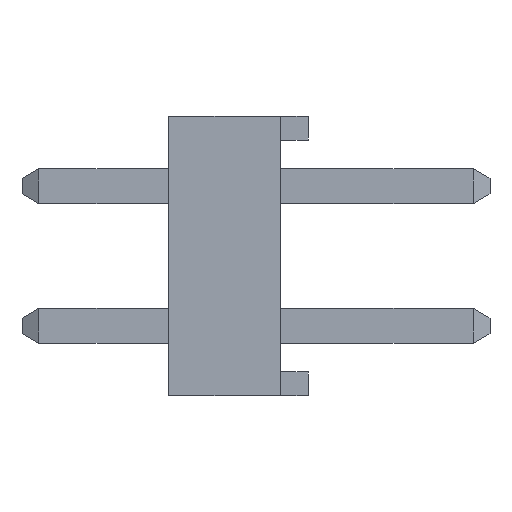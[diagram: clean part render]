
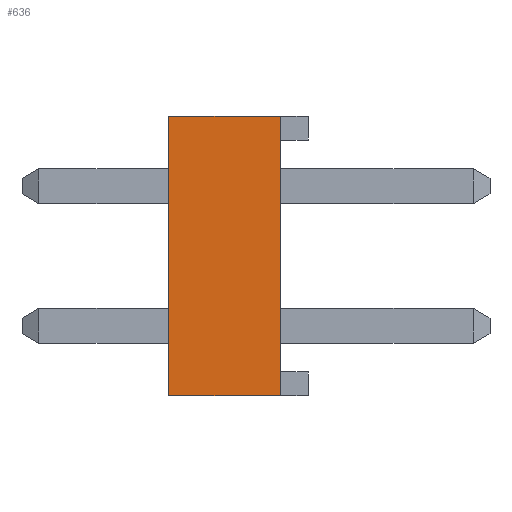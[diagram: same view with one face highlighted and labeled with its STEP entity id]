
A CAD part, left-side view. The second image highlights one B-rep face of the part: STEP entity #636.
In plain terms, the highlighted planar face has unit normal (-1, 0, 0).
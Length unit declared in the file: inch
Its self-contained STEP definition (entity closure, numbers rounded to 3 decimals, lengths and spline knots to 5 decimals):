
#636 = ADVANCED_FACE( '', ( #1695 ), #1696, .F. );
#1695 = FACE_OUTER_BOUND( '', #3233, .T. );
#1696 = PLANE( '', #3234 );
#3233 = EDGE_LOOP( '', ( #4964, #4965, #4966, #4967 ) );
#3234 = AXIS2_PLACEMENT_3D( '', #4968, #4969, #4970 );
#4964 = ORIENTED_EDGE( '', *, *, #9262, .F. );
#4965 = ORIENTED_EDGE( '', *, *, #9263, .F. );
#4966 = ORIENTED_EDGE( '', *, *, #9264, .F. );
#4967 = ORIENTED_EDGE( '', *, *, #9265, .T. );
#4968 = CARTESIAN_POINT( '', ( -0.3, 0.1, -0.1 ) );
#4969 = DIRECTION( '', ( 1., 0., 0. ) );
#4970 = DIRECTION( '', ( 0., 0., -1. ) );
#9262 = EDGE_CURVE( '', #11130, #11131, #11132, .T. );
#9263 = EDGE_CURVE( '', #11133, #11130, #11134, .T. );
#9264 = EDGE_CURVE( '', #11135, #11133, #11136, .T. );
#9265 = EDGE_CURVE( '', #11135, #11131, #11137, .T. );
#11130 = VERTEX_POINT( '', #13760 );
#11131 = VERTEX_POINT( '', #13761 );
#11132 = LINE( '', #13762, #13763 );
#11133 = VERTEX_POINT( '', #13764 );
#11134 = LINE( '', #13765, #13766 );
#11135 = VERTEX_POINT( '', #13767 );
#11136 = LINE( '', #13768, #13769 );
#11137 = LINE( '', #13770, #13771 );
#13760 = CARTESIAN_POINT( '', ( -0.3, 0.02, 0.1 ) );
#13761 = CARTESIAN_POINT( '', ( -0.3, 0.02, -0.1 ) );
#13762 = CARTESIAN_POINT( '', ( -0.3, 0.02, -0.1 ) );
#13763 = VECTOR( '', #17106, 39.37008 );
#13764 = CARTESIAN_POINT( '', ( -0.3, 0.1, 0.1 ) );
#13765 = CARTESIAN_POINT( '', ( -0.3, 0.1, 0.1 ) );
#13766 = VECTOR( '', #17107, 39.37008 );
#13767 = CARTESIAN_POINT( '', ( -0.3, 0.1, -0.1 ) );
#13768 = CARTESIAN_POINT( '', ( -0.3, 0.1, -0.1 ) );
#13769 = VECTOR( '', #17108, 39.37008 );
#13770 = CARTESIAN_POINT( '', ( -0.3, 0.1, -0.1 ) );
#13771 = VECTOR( '', #17109, 39.37008 );
#17106 = DIRECTION( '', ( 0., 0., -1. ) );
#17107 = DIRECTION( '', ( 0., -1., 0. ) );
#17108 = DIRECTION( '', ( 0., 0., 1. ) );
#17109 = DIRECTION( '', ( 0., -1., 0. ) );
